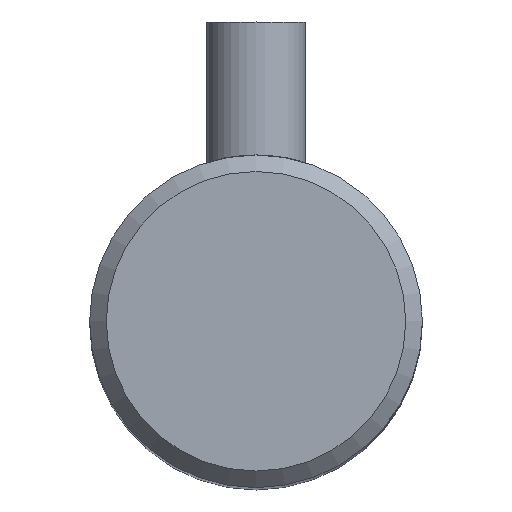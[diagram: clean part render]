
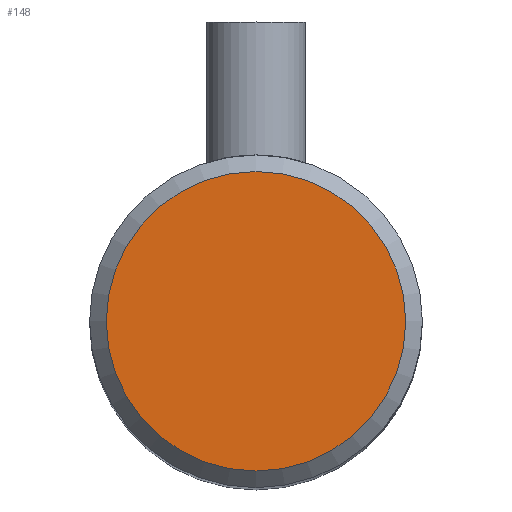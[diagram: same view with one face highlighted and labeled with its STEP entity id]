
A CAD part, top view. The second image highlights one B-rep face of the part: STEP entity #148.
In plain terms, the highlighted planar face has unit normal (0, 0, 1).
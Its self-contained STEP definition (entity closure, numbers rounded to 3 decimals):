
#20=PLANE('',#174);
#45=CIRCLE('',#170,4.5);
#56=FACE_OUTER_BOUND('',#77,.T.);
#77=EDGE_LOOP('',(#126));
#96=VERTEX_POINT('',#289);
#108=EDGE_CURVE('',#96,#96,#45,.T.);
#126=ORIENTED_EDGE('',*,*,#108,.T.);
#148=ADVANCED_FACE('',(#56),#20,.F.);
#170=AXIS2_PLACEMENT_3D('',#290,#208,#209);
#174=AXIS2_PLACEMENT_3D('',#296,#216,#217);
#208=DIRECTION('center_axis',(0.,0.,1.));
#209=DIRECTION('ref_axis',(0.,-1.,0.));
#216=DIRECTION('center_axis',(0.,0.,-1.));
#217=DIRECTION('ref_axis',(0.,1.,0.));
#289=CARTESIAN_POINT('',(0.,4.5,20.5));
#290=CARTESIAN_POINT('Origin',(0.,0.,20.5));
#296=CARTESIAN_POINT('Origin',(0.,0.,20.5));
